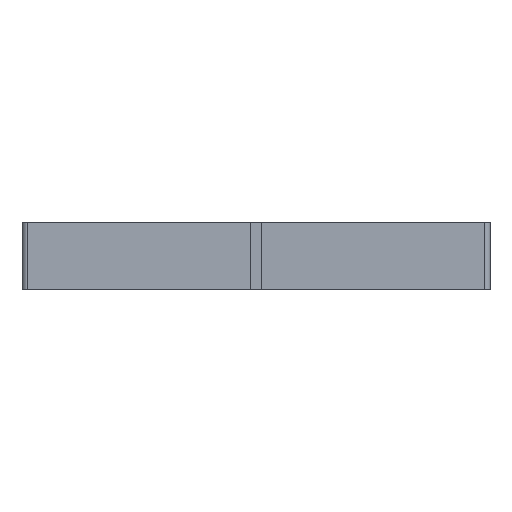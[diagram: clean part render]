
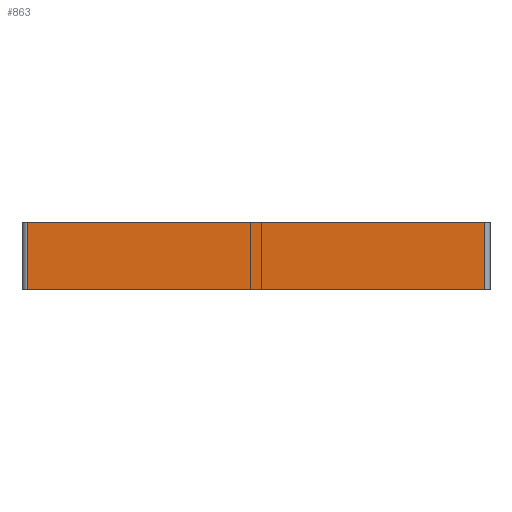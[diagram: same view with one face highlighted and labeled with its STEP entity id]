
A CAD part, front view. The second image highlights one B-rep face of the part: STEP entity #863.
In plain terms, the highlighted planar face has unit normal (0, -1, 0).
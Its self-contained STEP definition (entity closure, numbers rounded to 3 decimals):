
#75=CARTESIAN_POINT('',(174.,0.0,25.0));
#76=VERTEX_POINT('',#75);
#84=CARTESIAN_POINT('',(174.,0.0,0.0));
#85=VERTEX_POINT('',#84);
#86=CARTESIAN_POINT('',(174.,0.0,25.0));
#87=DIRECTION('',(0.0,0.0,-1.0));
#88=VECTOR('',#87,25.0);
#89=LINE('',#86,#88);
#90=EDGE_CURVE('',#76,#85,#89,.T.);
#147=CARTESIAN_POINT('',(4.,0.0,0.0));
#148=VERTEX_POINT('',#147);
#149=CARTESIAN_POINT('',(174.,0.0,0.0));
#150=DIRECTION('',(-1.0,0.0,0.0));
#151=VECTOR('',#150,170.);
#152=LINE('',#149,#151);
#153=EDGE_CURVE('',#85,#148,#152,.T.);
#477=CARTESIAN_POINT('',(4.,0.0,25.0));
#478=VERTEX_POINT('',#477);
#479=CARTESIAN_POINT('',(4.,0.0,0.0));
#480=DIRECTION('',(0.0,0.0,1.0));
#481=VECTOR('',#480,25.0);
#482=LINE('',#479,#481);
#483=EDGE_CURVE('',#148,#478,#482,.T.);
#555=CARTESIAN_POINT('',(174.,0.0,25.0));
#556=DIRECTION('',(-1.0,0.0,0.0));
#557=VECTOR('',#556,170.);
#558=LINE('',#555,#557);
#559=EDGE_CURVE('',#76,#478,#558,.T.);
#852=CARTESIAN_POINT('',(178.0,0.0,0.0));
#853=DIRECTION('',(0.0,-1.0,0.0));
#854=DIRECTION('',(0.0,0.0,-1.0));
#855=AXIS2_PLACEMENT_3D('',#852,#853,#854);
#856=PLANE('',#855);
#857=ORIENTED_EDGE('',*,*,#90,.F.);
#858=ORIENTED_EDGE('',*,*,#559,.T.);
#859=ORIENTED_EDGE('',*,*,#483,.F.);
#860=ORIENTED_EDGE('',*,*,#153,.F.);
#861=EDGE_LOOP('',(#857,#858,#859,#860));
#862=FACE_OUTER_BOUND('',#861,.T.);
#863=ADVANCED_FACE('',(#862),#856,.T.);
